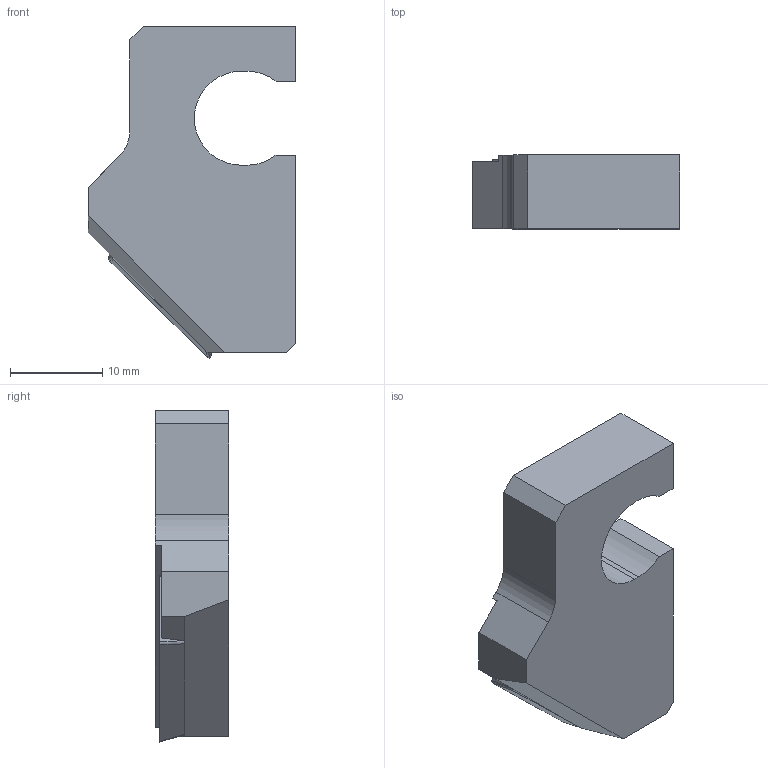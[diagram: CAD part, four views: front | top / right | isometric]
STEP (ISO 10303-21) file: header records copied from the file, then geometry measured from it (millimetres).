
FILE_DESCRIPTION((''),'1');
FILE_NAME('CB2-45CW12B.stp','2024-09-12T02:27:15',(''),(''),'Spatial Interop R21 SP3','Kubotek KeyCreator 2011 V10.0.2 (22737)',' ');
FILE_SCHEMA(('automotive_design'));
Length unit declared in the file: millimetre
Products named in the file (2): 241[3]; 240[2]
Bounding box: 22.5 x 8 x 36 mm (x, y, z)
Volume: 4226 mm3; surface area: 2383.1 mm2
Topology: 2 solids, 2 shells, 38 faces, 99 edges, 65 vertices
Faces by surface type: plane 30, cylinder 8
Entity records: 2161 total; most frequent: CARTESIAN_POINT 204, ORIENTED_EDGE 198, DIRECTION 195, PRESENTATION_STYLE_ASSIGNMENT 179, COLOUR_RGB 179, STYLED_ITEM 139, CURVE_STYLE 139, DRAUGHTING_PRE_DEFINED_CURVE_FONT 139
